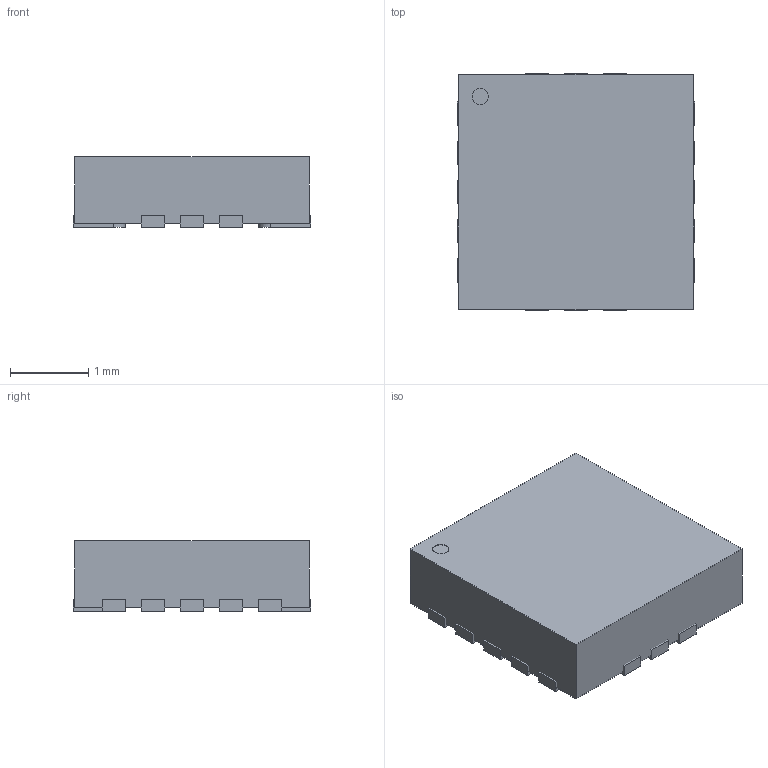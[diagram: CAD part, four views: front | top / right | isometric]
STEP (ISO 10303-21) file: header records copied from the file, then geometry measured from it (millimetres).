
FILE_DESCRIPTION(('FreeCAD Model'),'2;1');
FILE_NAME('QFN_16_3x3x1mm_P0.5mm.step', '2020-08-06T14:26:36',('kicad StepUp'),('ksu MCAD'), 'Open CASCADE STEP processor 7.3','FreeCAD','Unknown');
FILE_SCHEMA(('AUTOMOTIVE_DESIGN { 1 0 10303 214 1 1 1 1 }'));
Length unit declared in the file: millimetre
Products named in the file (1): QFN_16_3x3x1mm_P0.5mm
Bounding box: 3.04 x 3.04 x 0.9 mm (x, y, z)
Volume: 8.1 mm3; surface area: 38.7 mm2
Topology: 17 solids, 17 shells, 104 faces, 207 edges, 138 vertices
Faces by surface type: plane 87, cylinder 17
Full cylindrical faces by diameter (mm): 0.208 x1
Entity records: 3375 total; most frequent: DIRECTION 451, CARTESIAN_POINT 450, ORIENTED_EDGE 414, EDGE_CURVE 207, LINE 173, VECTOR 173, AXIS2_PLACEMENT_3D 139, VERTEX_POINT 138
